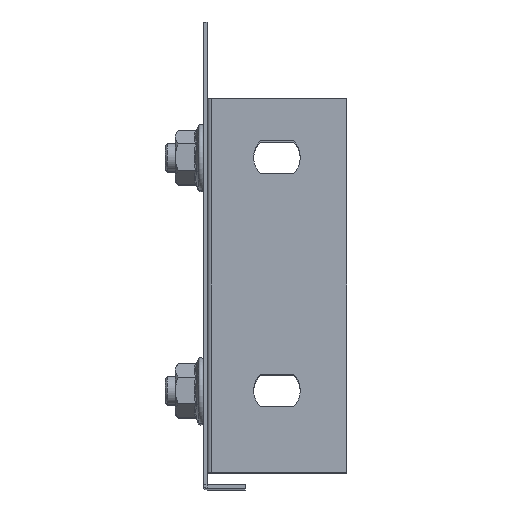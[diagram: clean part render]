
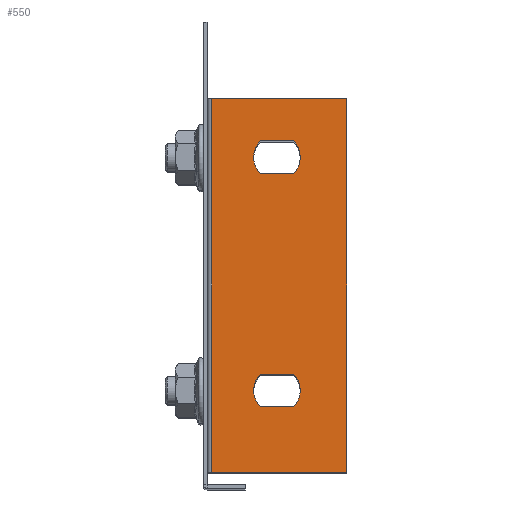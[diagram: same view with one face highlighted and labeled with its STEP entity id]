
A CAD part, top view. The second image highlights one B-rep face of the part: STEP entity #550.
In plain terms, the highlighted face is planar.
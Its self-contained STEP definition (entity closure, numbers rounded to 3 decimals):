
#431 = AXIS2_PLACEMENT_3D ( 'NONE', #2191, #2188, #2194 ) ;
#462 = AXIS2_PLACEMENT_3D ( 'NONE', #720, #721, #722 ) ;
#463 = AXIS2_PLACEMENT_3D ( 'NONE', #737, #738, #739 ) ;
#464 = AXIS2_PLACEMENT_3D ( 'NONE', #743, #744, #745 ) ;
#465 = AXIS2_PLACEMENT_3D ( 'NONE', #750, #751, #752 ) ;
#550 = ADVANCED_FACE ( 'NONE', ( #2690, #1628, #2683 ), #2192, .T. ) ;
#653 = CARTESIAN_POINT ( 'NONE',  ( 0., 30., -40. ) ) ;
#657 = DIRECTION ( 'NONE',  ( 0., -1., 0. ) ) ;
#716 = CARTESIAN_POINT ( 'NONE',  ( 0., 1., 40. ) ) ;
#717 = DIRECTION ( 'NONE',  ( 0., -1., 0. ) ) ;
#718 = DIRECTION ( 'NONE',  ( 0., 0., -1. ) ) ;
#719 = CARTESIAN_POINT ( 'NONE',  ( 0., 18.571, -19. ) ) ;
#720 = CARTESIAN_POINT ( 'NONE',  ( 0., 15., -22.5 ) ) ;
#721 = DIRECTION ( 'NONE',  ( 1., 0., 0. ) ) ;
#722 = DIRECTION ( 'NONE',  ( 0., 1., 0. ) ) ;
#736 = CARTESIAN_POINT ( 'NONE',  ( 0., 11.429, -26. ) ) ;
#737 = CARTESIAN_POINT ( 'NONE',  ( 0., 15., -22.5 ) ) ;
#738 = DIRECTION ( 'NONE',  ( 1., 0., 0. ) ) ;
#739 = DIRECTION ( 'NONE',  ( 0., 1., 0. ) ) ;
#740 = DIRECTION ( 'NONE',  ( 0., -1., 0. ) ) ;
#741 = DIRECTION ( 'NONE',  ( 0., 1., 0. ) ) ;
#742 = CARTESIAN_POINT ( 'NONE',  ( 0., 18.571, 31. ) ) ;
#743 = CARTESIAN_POINT ( 'NONE',  ( 0., 15., 27.5 ) ) ;
#744 = DIRECTION ( 'NONE',  ( 1., 0., 0. ) ) ;
#745 = DIRECTION ( 'NONE',  ( 0., 1., 0. ) ) ;
#746 = DIRECTION ( 'NONE',  ( 0., 1., 0. ) ) ;
#747 = CARTESIAN_POINT ( 'NONE',  ( 0., 30., 40. ) ) ;
#748 = CARTESIAN_POINT ( 'NONE',  ( 0., 30., 40. ) ) ;
#749 = CARTESIAN_POINT ( 'NONE',  ( 0., 11.429, 24. ) ) ;
#750 = CARTESIAN_POINT ( 'NONE',  ( 0., 15., 27.5 ) ) ;
#751 = DIRECTION ( 'NONE',  ( 1., 0., 0. ) ) ;
#752 = DIRECTION ( 'NONE',  ( 0., 1., 0. ) ) ;
#753 = DIRECTION ( 'NONE',  ( 0., 0., -1. ) ) ;
#755 = DIRECTION ( 'NONE',  ( 0., -1., 0. ) ) ;
#1109 = EDGE_CURVE ( 'NONE', #2879, #2883, #1678, .T. ) ;
#1135 = EDGE_CURVE ( 'NONE', #3042, #2883, #1724, .T. ) ;
#1136 = EDGE_CURVE ( 'NONE', #2870, #2853, #1720, .T. ) ;
#1137 = EDGE_CURVE ( 'NONE', #2765, #2870, #1726, .T. ) ;
#1138 = EDGE_CURVE ( 'NONE', #2768, #2765, #1728, .T. ) ;
#1139 = EDGE_CURVE ( 'NONE', #2853, #2768, #1729, .T. ) ;
#1140 = EDGE_CURVE ( 'NONE', #2773, #2835, #1731, .T. ) ;
#1141 = EDGE_CURVE ( 'NONE', #2761, #2773, #1732, .T. ) ;
#1142 = EDGE_CURVE ( 'NONE', #2841, #2761, #1734, .T. ) ;
#1143 = EDGE_CURVE ( 'NONE', #2835, #2841, #1735, .T. ) ;
#1144 = EDGE_CURVE ( 'NONE', #2872, #2879, #1737, .T. ) ;
#1145 = EDGE_CURVE ( 'NONE', #2872, #3042, #1738, .T. ) ;
#1362 = CARTESIAN_POINT ( 'NONE',  ( 0., 18.571, 31. ) ) ;
#1501 = ORIENTED_EDGE ( 'NONE', *, *, #1136, .F. ) ;
#1502 = ORIENTED_EDGE ( 'NONE', *, *, #1137, .F. ) ;
#1503 = ORIENTED_EDGE ( 'NONE', *, *, #1138, .F. ) ;
#1504 = ORIENTED_EDGE ( 'NONE', *, *, #1139, .F. ) ;
#1505 = ORIENTED_EDGE ( 'NONE', *, *, #1140, .F. ) ;
#1506 = ORIENTED_EDGE ( 'NONE', *, *, #1141, .F. ) ;
#1508 = ORIENTED_EDGE ( 'NONE', *, *, #1142, .F. ) ;
#1509 = ORIENTED_EDGE ( 'NONE', *, *, #1143, .F. ) ;
#1510 = ORIENTED_EDGE ( 'NONE', *, *, #1109, .F. ) ;
#1511 = ORIENTED_EDGE ( 'NONE', *, *, #1144, .F. ) ;
#1522 = ORIENTED_EDGE ( 'NONE', *, *, #1145, .T. ) ;
#1523 = ORIENTED_EDGE ( 'NONE', *, *, #1135, .T. ) ;
#1628 = FACE_BOUND ( 'NONE', #3087, .T. ) ;
#1678 = LINE ( 'NONE', #653, #1684 ) ;
#1684 = VECTOR ( 'NONE', #657, 1000. ) ;
#1720 = CIRCLE ( 'NONE', #462, 5. ) ;
#1724 = LINE ( 'NONE', #716, #1727 ) ;
#1726 = LINE ( 'NONE', #719, #1730 ) ;
#1727 = VECTOR ( 'NONE', #718, 1000. ) ;
#1728 = CIRCLE ( 'NONE', #463, 5. ) ;
#1729 = LINE ( 'NONE', #736, #1733 ) ;
#1730 = VECTOR ( 'NONE', #717, 1000. ) ;
#1731 = CIRCLE ( 'NONE', #464, 5. ) ;
#1732 = LINE ( 'NONE', #742, #1736 ) ;
#1733 = VECTOR ( 'NONE', #741, 1000. ) ;
#1734 = CIRCLE ( 'NONE', #465, 5. ) ;
#1735 = LINE ( 'NONE', #749, #1739 ) ;
#1736 = VECTOR ( 'NONE', #740, 1000. ) ;
#1737 = LINE ( 'NONE', #748, #1741 ) ;
#1738 = LINE ( 'NONE', #747, #1743 ) ;
#1739 = VECTOR ( 'NONE', #746, 1000. ) ;
#1741 = VECTOR ( 'NONE', #753, 1000. ) ;
#1743 = VECTOR ( 'NONE', #755, 1000. ) ;
#2188 = DIRECTION ( 'NONE',  ( 1., 0., 0. ) ) ;
#2191 = CARTESIAN_POINT ( 'NONE',  ( 0., 30., 40. ) ) ;
#2192 = PLANE ( 'NONE',  #431 ) ;
#2194 = DIRECTION ( 'NONE',  ( 0., 1., 0. ) ) ;
#2683 = FACE_OUTER_BOUND ( 'NONE', #3094, .T. ) ;
#2690 = FACE_BOUND ( 'NONE', #3106, .T. ) ;
#2761 = VERTEX_POINT ( 'NONE', #1362 ) ;
#2765 = VERTEX_POINT ( 'NONE', #3133 ) ;
#2768 = VERTEX_POINT ( 'NONE', #3139 ) ;
#2773 = VERTEX_POINT ( 'NONE', #3144 ) ;
#2835 = VERTEX_POINT ( 'NONE', #3163 ) ;
#2841 = VERTEX_POINT ( 'NONE', #3169 ) ;
#2853 = VERTEX_POINT ( 'NONE', #3181 ) ;
#2870 = VERTEX_POINT ( 'NONE', #3198 ) ;
#2872 = VERTEX_POINT ( 'NONE', #3200 ) ;
#2879 = VERTEX_POINT ( 'NONE', #3207 ) ;
#2883 = VERTEX_POINT ( 'NONE', #3211 ) ;
#3042 = VERTEX_POINT ( 'NONE', #3235 ) ;
#3087 = EDGE_LOOP ( 'NONE', ( #1505, #1506, #1508, #1509 ) ) ;
#3094 = EDGE_LOOP ( 'NONE', ( #1510, #1511, #1522, #1523 ) ) ;
#3106 = EDGE_LOOP ( 'NONE', ( #1501, #1502, #1503, #1504 ) ) ;
#3133 = CARTESIAN_POINT ( 'NONE',  ( 0., 18.571, -19. ) ) ;
#3139 = CARTESIAN_POINT ( 'NONE',  ( 0., 18.571, -26. ) ) ;
#3144 = CARTESIAN_POINT ( 'NONE',  ( 0., 11.429, 31. ) ) ;
#3163 = CARTESIAN_POINT ( 'NONE',  ( 0., 11.429, 24. ) ) ;
#3169 = CARTESIAN_POINT ( 'NONE',  ( 0., 18.571, 24. ) ) ;
#3181 = CARTESIAN_POINT ( 'NONE',  ( 0., 11.429, -26. ) ) ;
#3198 = CARTESIAN_POINT ( 'NONE',  ( 0., 11.429, -19. ) ) ;
#3200 = CARTESIAN_POINT ( 'NONE',  ( 0., 30., 40. ) ) ;
#3207 = CARTESIAN_POINT ( 'NONE',  ( 0., 30., -40. ) ) ;
#3211 = CARTESIAN_POINT ( 'NONE',  ( 0., 1., -40. ) ) ;
#3235 = CARTESIAN_POINT ( 'NONE',  ( 0., 1., 40. ) ) ;
